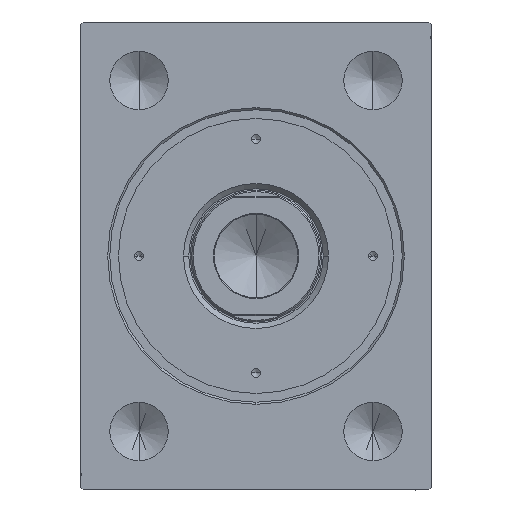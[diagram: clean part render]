
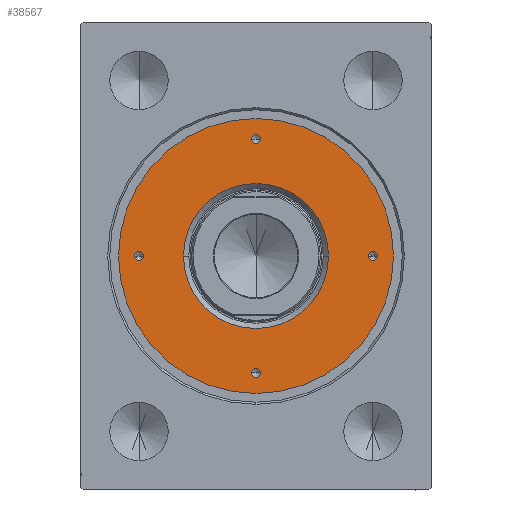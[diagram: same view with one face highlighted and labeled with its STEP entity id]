
A CAD part, left-side view. The second image highlights one B-rep face of the part: STEP entity #38567.
In plain terms, the highlighted face is planar.
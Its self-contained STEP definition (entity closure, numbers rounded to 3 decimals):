
#274 = DIRECTION ( 'NONE',  ( 0., 0., 1. ) ) ;
#397 = FACE_BOUND ( 'NONE', #10522, .T. ) ;
#924 = DIRECTION ( 'NONE',  ( 1., 0., 0. ) ) ;
#928 = DIRECTION ( 'NONE',  ( 0., 0., 1. ) ) ;
#1965 = DIRECTION ( 'NONE',  ( 0., 0., 1. ) ) ;
#2234 = CARTESIAN_POINT ( 'NONE',  ( 47., 0., 111.8 ) ) ;
#2250 = EDGE_CURVE ( 'NONE', #16299, #36867, #2273, .T. ) ;
#2273 = CIRCLE ( 'NONE', #16451, 1.5 ) ;
#2460 = DIRECTION ( 'NONE',  ( 0., 0., 1. ) ) ;
#2678 = CARTESIAN_POINT ( 'NONE',  ( 0., 0., 111.8 ) ) ;
#3472 = ORIENTED_EDGE ( 'NONE', *, *, #32641, .F. ) ;
#3596 = CARTESIAN_POINT ( 'NONE',  ( -1.5, 40., 111.8 ) ) ;
#3717 = FACE_BOUND ( 'NONE', #19844, .T. ) ;
#3928 = ORIENTED_EDGE ( 'NONE', *, *, #14287, .T. ) ;
#4255 = CARTESIAN_POINT ( 'NONE',  ( -47., 0., 111.8 ) ) ;
#5508 = AXIS2_PLACEMENT_3D ( 'NONE', #16392, #1965, #8610 ) ;
#5759 = DIRECTION ( 'NONE',  ( 1., 0., 0. ) ) ;
#6022 = CIRCLE ( 'NONE', #20958, 1.5 ) ;
#6269 = ORIENTED_EDGE ( 'NONE', *, *, #38742, .T. ) ;
#6861 = CARTESIAN_POINT ( 'NONE',  ( 24.8, 0., 111.8 ) ) ;
#7390 = AXIS2_PLACEMENT_3D ( 'NONE', #31175, #11120, #43168 ) ;
#7713 = CIRCLE ( 'NONE', #39752, 24.8 ) ;
#7759 = DIRECTION ( 'NONE',  ( 0., 0., -1. ) ) ;
#7844 = EDGE_CURVE ( 'NONE', #36867, #16299, #15896, .T. ) ;
#8368 = AXIS2_PLACEMENT_3D ( 'NONE', #33863, #928, #34744 ) ;
#8610 = DIRECTION ( 'NONE',  ( 1., 0., 0. ) ) ;
#8868 = ORIENTED_EDGE ( 'NONE', *, *, #33142, .T. ) ;
#9563 = DIRECTION ( 'NONE',  ( 1., 0., 0. ) ) ;
#9892 = VERTEX_POINT ( 'NONE', #6861 ) ;
#10037 = EDGE_LOOP ( 'NONE', ( #21256, #8868 ) ) ;
#10522 = EDGE_LOOP ( 'NONE', ( #3472, #21555 ) ) ;
#10969 = EDGE_LOOP ( 'NONE', ( #29481, #19675 ) ) ;
#11120 = DIRECTION ( 'NONE',  ( 0., 0., 1. ) ) ;
#11311 = CARTESIAN_POINT ( 'NONE',  ( 0., 0., 111.8 ) ) ;
#12679 = DIRECTION ( 'NONE',  ( 0., 0., 1. ) ) ;
#13273 = DIRECTION ( 'NONE',  ( 0., 0., 1. ) ) ;
#13332 = EDGE_CURVE ( 'NONE', #38955, #14868, #6022, .T. ) ;
#13389 = CIRCLE ( 'NONE', #32596, 1.5 ) ;
#13922 = FACE_BOUND ( 'NONE', #15561, .T. ) ;
#14228 = DIRECTION ( 'NONE',  ( 1., 0., 0. ) ) ;
#14287 = EDGE_CURVE ( 'NONE', #9892, #39292, #18852, .T. ) ;
#14650 = CIRCLE ( 'NONE', #39571, 1.5 ) ;
#14815 = DIRECTION ( 'NONE',  ( 1., 0., 0. ) ) ;
#14852 = DIRECTION ( 'NONE',  ( 0., 0., 1. ) ) ;
#14868 = VERTEX_POINT ( 'NONE', #42817 ) ;
#15474 = CIRCLE ( 'NONE', #5508, 47. ) ;
#15561 = EDGE_LOOP ( 'NONE', ( #3928, #6269 ) ) ;
#15896 = CIRCLE ( 'NONE', #7390, 1.5 ) ;
#16011 = CARTESIAN_POINT ( 'NONE',  ( -40., 0., 111.8 ) ) ;
#16109 = CIRCLE ( 'NONE', #18948, 1.5 ) ;
#16182 = AXIS2_PLACEMENT_3D ( 'NONE', #2678, #2460, #19121 ) ;
#16299 = VERTEX_POINT ( 'NONE', #23320 ) ;
#16392 = CARTESIAN_POINT ( 'NONE',  ( 0., 0., 111.8 ) ) ;
#16451 = AXIS2_PLACEMENT_3D ( 'NONE', #16011, #12679, #9563 ) ;
#16835 = DIRECTION ( 'NONE',  ( 1., 0., 0. ) ) ;
#16874 = DIRECTION ( 'NONE',  ( 0., 0., 1. ) ) ;
#17266 = FACE_BOUND ( 'NONE', #10969, .T. ) ;
#17276 = CARTESIAN_POINT ( 'NONE',  ( -1.5, -40., 111.8 ) ) ;
#18852 = CIRCLE ( 'NONE', #43725, 24.8 ) ;
#18948 = AXIS2_PLACEMENT_3D ( 'NONE', #26683, #16874, #5759 ) ;
#19039 = CIRCLE ( 'NONE', #16182, 47. ) ;
#19121 = DIRECTION ( 'NONE',  ( 1., 0., 0. ) ) ;
#19675 = ORIENTED_EDGE ( 'NONE', *, *, #28923, .F. ) ;
#19844 = EDGE_LOOP ( 'NONE', ( #23135, #23524 ) ) ;
#20232 = CARTESIAN_POINT ( 'NONE',  ( 40., 0., 111.8 ) ) ;
#20958 = AXIS2_PLACEMENT_3D ( 'NONE', #20232, #26482, #33823 ) ;
#21256 = ORIENTED_EDGE ( 'NONE', *, *, #32799, .T. ) ;
#21349 = DIRECTION ( 'NONE',  ( 0., 0., 1. ) ) ;
#21555 = ORIENTED_EDGE ( 'NONE', *, *, #23939, .F. ) ;
#21964 = CARTESIAN_POINT ( 'NONE',  ( 0., -40., 111.8 ) ) ;
#23135 = ORIENTED_EDGE ( 'NONE', *, *, #7844, .F. ) ;
#23320 = CARTESIAN_POINT ( 'NONE',  ( -41.5, 0., 111.8 ) ) ;
#23524 = ORIENTED_EDGE ( 'NONE', *, *, #2250, .F. ) ;
#23939 = EDGE_CURVE ( 'NONE', #36623, #38401, #13389, .T. ) ;
#24057 = CIRCLE ( 'NONE', #43957, 1.5 ) ;
#24174 = FACE_OUTER_BOUND ( 'NONE', #10037, .T. ) ;
#26135 = CARTESIAN_POINT ( 'NONE',  ( 1.5, 40., 111.8 ) ) ;
#26482 = DIRECTION ( 'NONE',  ( 0., 0., 1. ) ) ;
#26683 = CARTESIAN_POINT ( 'NONE',  ( 0., 40., 111.8 ) ) ;
#26744 = ORIENTED_EDGE ( 'NONE', *, *, #34713, .F. ) ;
#27625 = AXIS2_PLACEMENT_3D ( 'NONE', #44016, #13273, #16835 ) ;
#27814 = CARTESIAN_POINT ( 'NONE',  ( 0., 40., 111.8 ) ) ;
#28267 = CIRCLE ( 'NONE', #8368, 1.5 ) ;
#28270 = CARTESIAN_POINT ( 'NONE',  ( 40., 0., 111.8 ) ) ;
#28465 = DIRECTION ( 'NONE',  ( 1., 0., 0. ) ) ;
#28554 = EDGE_LOOP ( 'NONE', ( #30857, #26744 ) ) ;
#28923 = EDGE_CURVE ( 'NONE', #31872, #31460, #14650, .T. ) ;
#29119 = CARTESIAN_POINT ( 'NONE',  ( -24.8, 0., 111.8 ) ) ;
#29481 = ORIENTED_EDGE ( 'NONE', *, *, #30030, .F. ) ;
#30030 = EDGE_CURVE ( 'NONE', #31460, #31872, #16109, .T. ) ;
#30857 = ORIENTED_EDGE ( 'NONE', *, *, #13332, .F. ) ;
#31175 = CARTESIAN_POINT ( 'NONE',  ( -40., 0., 111.8 ) ) ;
#31460 = VERTEX_POINT ( 'NONE', #26135 ) ;
#31519 = DIRECTION ( 'NONE',  ( 0., 0., -1. ) ) ;
#31872 = VERTEX_POINT ( 'NONE', #3596 ) ;
#32596 = AXIS2_PLACEMENT_3D ( 'NONE', #21964, #14852, #35556 ) ;
#32641 = EDGE_CURVE ( 'NONE', #38401, #36623, #28267, .T. ) ;
#32799 = EDGE_CURVE ( 'NONE', #34614, #35504, #19039, .T. ) ;
#33142 = EDGE_CURVE ( 'NONE', #35504, #34614, #15474, .T. ) ;
#33823 = DIRECTION ( 'NONE',  ( 1., 0., 0. ) ) ;
#33863 = CARTESIAN_POINT ( 'NONE',  ( 0., -40., 111.8 ) ) ;
#34614 = VERTEX_POINT ( 'NONE', #4255 ) ;
#34634 = FACE_BOUND ( 'NONE', #28554, .T. ) ;
#34713 = EDGE_CURVE ( 'NONE', #14868, #38955, #24057, .T. ) ;
#34744 = DIRECTION ( 'NONE',  ( 1., 0., 0. ) ) ;
#35504 = VERTEX_POINT ( 'NONE', #2234 ) ;
#35523 = CARTESIAN_POINT ( 'NONE',  ( 0., 0., 111.8 ) ) ;
#35556 = DIRECTION ( 'NONE',  ( 1., 0., 0. ) ) ;
#36623 = VERTEX_POINT ( 'NONE', #17276 ) ;
#36839 = CARTESIAN_POINT ( 'NONE',  ( -38.5, 0., 111.8 ) ) ;
#36867 = VERTEX_POINT ( 'NONE', #36839 ) ;
#37765 = PLANE ( 'NONE',  #27625 ) ;
#37844 = CARTESIAN_POINT ( 'NONE',  ( 1.5, -40., 111.8 ) ) ;
#38401 = VERTEX_POINT ( 'NONE', #37844 ) ;
#38567 = ADVANCED_FACE ( 'NONE', ( #3717, #17266, #34634, #397, #13922, #24174 ), #37765, .T. ) ;
#38742 = EDGE_CURVE ( 'NONE', #39292, #9892, #7713, .T. ) ;
#38955 = VERTEX_POINT ( 'NONE', #40421 ) ;
#39292 = VERTEX_POINT ( 'NONE', #29119 ) ;
#39571 = AXIS2_PLACEMENT_3D ( 'NONE', #27814, #21349, #14228 ) ;
#39752 = AXIS2_PLACEMENT_3D ( 'NONE', #35523, #31519, #14815 ) ;
#40421 = CARTESIAN_POINT ( 'NONE',  ( 41.5, 0., 111.8 ) ) ;
#42817 = CARTESIAN_POINT ( 'NONE',  ( 38.5, 0., 111.8 ) ) ;
#43168 = DIRECTION ( 'NONE',  ( 1., 0., 0. ) ) ;
#43725 = AXIS2_PLACEMENT_3D ( 'NONE', #11311, #7759, #28465 ) ;
#43957 = AXIS2_PLACEMENT_3D ( 'NONE', #28270, #274, #924 ) ;
#44016 = CARTESIAN_POINT ( 'NONE',  ( 0., 0., 111.8 ) ) ;
